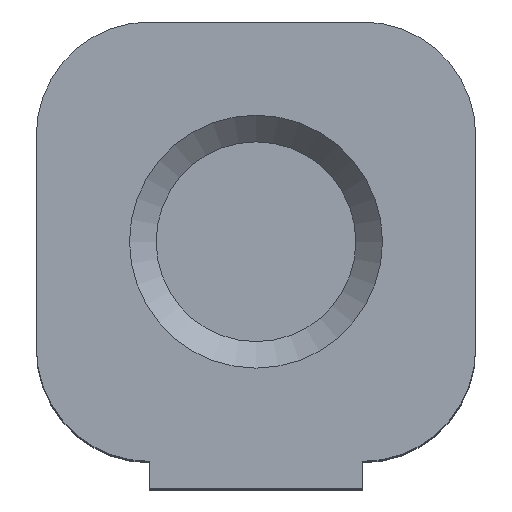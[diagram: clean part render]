
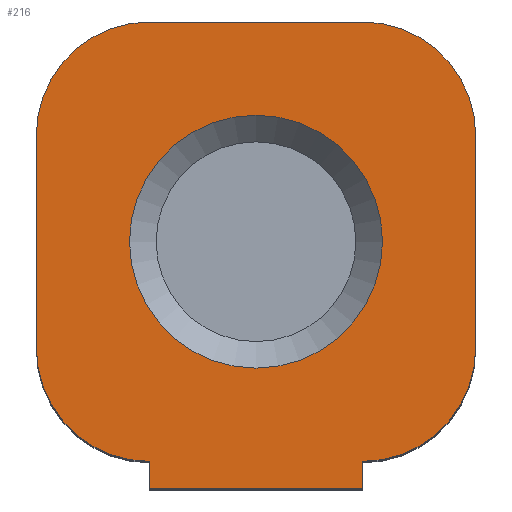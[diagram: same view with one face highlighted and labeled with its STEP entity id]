
A CAD part, top view. The second image highlights one B-rep face of the part: STEP entity #216.
In plain terms, the highlighted planar face has unit normal (0, 0, 1).
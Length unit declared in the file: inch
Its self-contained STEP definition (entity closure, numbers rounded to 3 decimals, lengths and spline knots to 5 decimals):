
#90=CARTESIAN_POINT('',(0.26,-0.165,0.63937));
#91=VERTEX_POINT('',#90);
#92=CARTESIAN_POINT('',(0.165,-0.165,0.63937));
#93=DIRECTION('',(0.0,0.0,1.0));
#94=DIRECTION('',(-1.0,0.0,0.0));
#95=AXIS2_PLACEMENT_3D('',#92,#93,#94);
#96=CIRCLE('',#95,0.095);
#97=EDGE_CURVE('',#91,#91,#96,.T.);
#122=CARTESIAN_POINT('',(0.165,-0.17357,0.63937));
#123=DIRECTION('',(0.0,0.0,1.0));
#124=DIRECTION('',(1.0,0.0,0.0));
#125=AXIS2_PLACEMENT_3D('',#122,#123,#124);
#126=PLANE('',#125);
#127=CARTESIAN_POINT('',(0.245,-0.35039,0.63937));
#128=VERTEX_POINT('',#127);
#129=CARTESIAN_POINT('',(0.085,-0.35039,0.63937));
#130=VERTEX_POINT('',#129);
#131=CARTESIAN_POINT('',(0.245,-0.35039,0.63937));
#132=DIRECTION('',(-1.0,0.0,0.0));
#133=VECTOR('',#132,0.16);
#134=LINE('',#131,#133);
#135=EDGE_CURVE('',#128,#130,#134,.T.);
#136=ORIENTED_EDGE('',*,*,#135,.F.);
#137=CARTESIAN_POINT('',(0.245,-0.33,0.63937));
#138=VERTEX_POINT('',#137);
#139=CARTESIAN_POINT('',(0.245,-0.33,0.63937));
#140=DIRECTION('',(0.0,-1.0,0.0));
#141=VECTOR('',#140,0.02039);
#142=LINE('',#139,#141);
#143=EDGE_CURVE('',#138,#128,#142,.T.);
#144=ORIENTED_EDGE('',*,*,#143,.F.);
#145=CARTESIAN_POINT('',(0.33,-0.245,0.63937));
#146=VERTEX_POINT('',#145);
#147=CARTESIAN_POINT('',(0.245,-0.245,0.63937));
#148=DIRECTION('',(0.0,0.0,-1.0));
#149=DIRECTION('',(0.0,-1.0,0.0));
#150=AXIS2_PLACEMENT_3D('',#147,#148,#149);
#151=CIRCLE('',#150,0.085);
#152=EDGE_CURVE('',#146,#138,#151,.T.);
#153=ORIENTED_EDGE('',*,*,#152,.F.);
#154=CARTESIAN_POINT('',(0.33,-0.085,0.63937));
#155=VERTEX_POINT('',#154);
#156=CARTESIAN_POINT('',(0.33,-0.085,0.63937));
#157=DIRECTION('',(0.0,-1.0,0.0));
#158=VECTOR('',#157,0.16);
#159=LINE('',#156,#158);
#160=EDGE_CURVE('',#155,#146,#159,.T.);
#161=ORIENTED_EDGE('',*,*,#160,.F.);
#162=CARTESIAN_POINT('',(0.245,0.,0.63937));
#163=VERTEX_POINT('',#162);
#164=CARTESIAN_POINT('',(0.245,-0.085,0.63937));
#165=DIRECTION('',(0.0,0.0,-1.0));
#166=DIRECTION('',(1.0,0.0,0.0));
#167=AXIS2_PLACEMENT_3D('',#164,#165,#166);
#168=CIRCLE('',#167,0.085);
#169=EDGE_CURVE('',#163,#155,#168,.T.);
#170=ORIENTED_EDGE('',*,*,#169,.F.);
#171=CARTESIAN_POINT('',(0.085,0.,0.63937));
#172=VERTEX_POINT('',#171);
#173=CARTESIAN_POINT('',(0.085,0.,0.63937));
#174=DIRECTION('',(1.0,0.0,0.0));
#175=VECTOR('',#174,0.16);
#176=LINE('',#173,#175);
#177=EDGE_CURVE('',#172,#163,#176,.T.);
#178=ORIENTED_EDGE('',*,*,#177,.F.);
#179=CARTESIAN_POINT('',(0.,-0.085,0.63937));
#180=VERTEX_POINT('',#179);
#181=CARTESIAN_POINT('',(0.085,-0.085,0.63937));
#182=DIRECTION('',(0.0,0.0,-1.0));
#183=DIRECTION('',(0.0,1.0,0.0));
#184=AXIS2_PLACEMENT_3D('',#181,#182,#183);
#185=CIRCLE('',#184,0.085);
#186=EDGE_CURVE('',#180,#172,#185,.T.);
#187=ORIENTED_EDGE('',*,*,#186,.F.);
#188=CARTESIAN_POINT('',(0.,-0.245,0.63937));
#189=VERTEX_POINT('',#188);
#190=CARTESIAN_POINT('',(0.,-0.245,0.63937));
#191=DIRECTION('',(0.0,1.0,0.0));
#192=VECTOR('',#191,0.16);
#193=LINE('',#190,#192);
#194=EDGE_CURVE('',#189,#180,#193,.T.);
#195=ORIENTED_EDGE('',*,*,#194,.F.);
#196=CARTESIAN_POINT('',(0.085,-0.33,0.63937));
#197=VERTEX_POINT('',#196);
#198=CARTESIAN_POINT('',(0.085,-0.245,0.63937));
#199=DIRECTION('',(0.0,0.0,-1.0));
#200=DIRECTION('',(-1.0,0.0,0.0));
#201=AXIS2_PLACEMENT_3D('',#198,#199,#200);
#202=CIRCLE('',#201,0.085);
#203=EDGE_CURVE('',#197,#189,#202,.T.);
#204=ORIENTED_EDGE('',*,*,#203,.F.);
#205=CARTESIAN_POINT('',(0.085,-0.35039,0.63937));
#206=DIRECTION('',(0.0,1.0,0.0));
#207=VECTOR('',#206,0.02039);
#208=LINE('',#205,#207);
#209=EDGE_CURVE('',#130,#197,#208,.T.);
#210=ORIENTED_EDGE('',*,*,#209,.F.);
#211=EDGE_LOOP('',(#136,#144,#153,#161,#170,#178,#187,#195,#204,#210));
#212=FACE_OUTER_BOUND('',#211,.T.);
#213=ORIENTED_EDGE('',*,*,#97,.F.);
#214=EDGE_LOOP('',(#213));
#215=FACE_BOUND('',#214,.T.);
#216=ADVANCED_FACE('',(#212,#215),#126,.T.);
